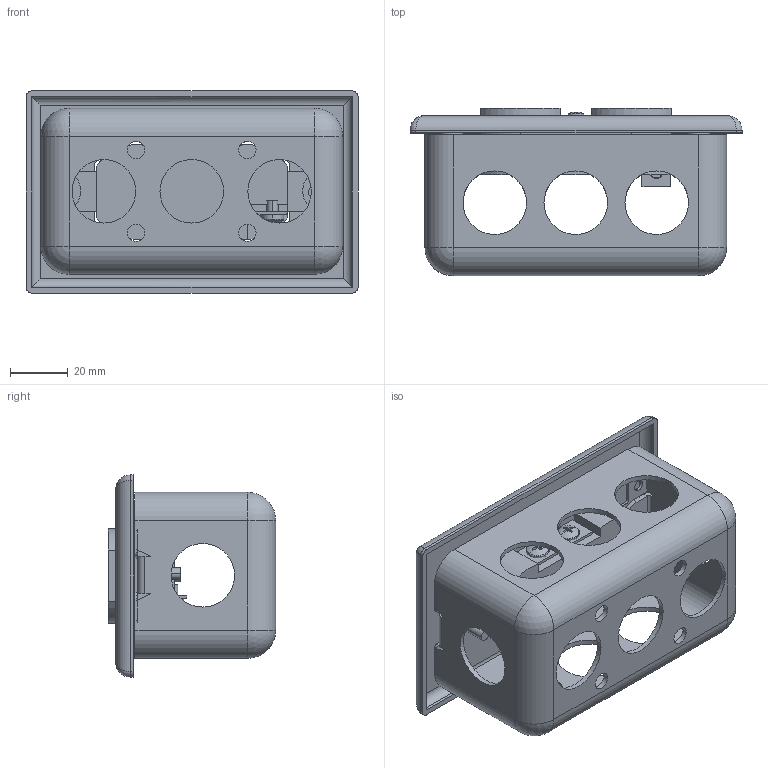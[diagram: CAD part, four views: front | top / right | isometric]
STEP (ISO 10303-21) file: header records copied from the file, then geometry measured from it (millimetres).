
FILE_DESCRIPTION(('FreeCAD Model'),'2;1');
FILE_NAME('Open CASCADE Shape Model','2025-01-10T15:06:41',(''),(''), 'Open CASCADE STEP processor 7.8','FreeCAD','Unknown');
FILE_SCHEMA(('AUTOMOTIVE_DESIGN { 1 0 10303 214 1 1 1 1 }'));
Length unit declared in the file: millimetre
Products named in the file (3): Tomacorriente_Flecha; Pocket003; Unnamed001
Assembly tree (2 placements, depth 2):
  Tomacorriente_Flecha
    Pocket003
    Unnamed001
Bounding box: 115 x 58 x 70 mm (x, y, z)
Volume: 84518.1 mm3; surface area: 71208.4 mm2
Topology: 18 solids, 18 shells, 542 faces, 1348 edges, 837 vertices
Faces by surface type: plane 306, cylinder 186, sphere 24, torus 14, cone 8, bspline 4
Full cylindrical faces by diameter (mm): 2.832 x2, 6 x4, 22 x11
Entity records: 16481 total; most frequent: DIRECTION 2940, CARTESIAN_POINT 2916, ORIENTED_EDGE 2668, EDGE_CURVE 1334, AXIS2_PLACEMENT_3D 1077, VERTEX_POINT 837, LINE 786, VECTOR 786
